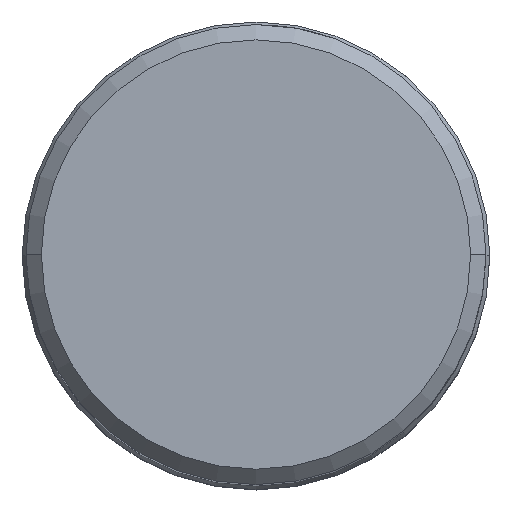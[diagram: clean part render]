
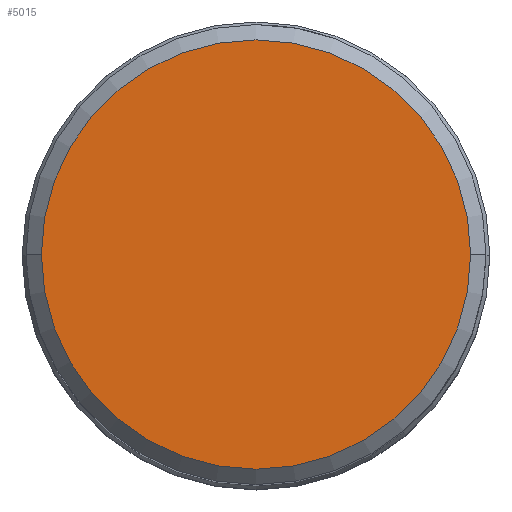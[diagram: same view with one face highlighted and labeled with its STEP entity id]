
A CAD part, top view. The second image highlights one B-rep face of the part: STEP entity #5015.
In plain terms, the highlighted planar face has unit normal (0, 0, 1).
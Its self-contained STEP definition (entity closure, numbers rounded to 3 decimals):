
#14 = AXIS2_PLACEMENT_3D ( 'NONE', #7742, #3617, #8963 ) ;
#40 = AXIS2_PLACEMENT_3D ( 'NONE', #7697, #3563, #8912 ) ;
#475 = PLANE ( 'NONE',  #4016 ) ;
#544 = VERTEX_POINT ( 'NONE', #7891 ) ;
#624 = CARTESIAN_POINT ( 'NONE',  ( 0., 3., 14. ) ) ;
#1150 = FACE_OUTER_BOUND ( 'NONE', #6999, .T. ) ;
#1650 = CIRCLE ( 'NONE', #14, 2.8 ) ;
#2759 = ORIENTED_EDGE ( 'NONE', *, *, #8020, .T. ) ;
#3563 = DIRECTION ( 'NONE',  ( 0., 0., 1. ) ) ;
#3617 = DIRECTION ( 'NONE',  ( 0., 0., 1. ) ) ;
#3673 = EDGE_CURVE ( 'NONE', #544, #7622, #7987, .T. ) ;
#3908 = DIRECTION ( 'NONE',  ( 0., 0., 1. ) ) ;
#4016 = AXIS2_PLACEMENT_3D ( 'NONE', #624, #3908, #6037 ) ;
#4069 = CARTESIAN_POINT ( 'NONE',  ( 2.8, 0., 14. ) ) ;
#5015 = ADVANCED_FACE ( 'NONE', ( #1150 ), #475, .T. ) ;
#5175 = ORIENTED_EDGE ( 'NONE', *, *, #3673, .T. ) ;
#6037 = DIRECTION ( 'NONE',  ( 1., 0., 0. ) ) ;
#6999 = EDGE_LOOP ( 'NONE', ( #5175, #2759 ) ) ;
#7622 = VERTEX_POINT ( 'NONE', #4069 ) ;
#7697 = CARTESIAN_POINT ( 'NONE',  ( 0., 0., 14. ) ) ;
#7742 = CARTESIAN_POINT ( 'NONE',  ( 0., 0., 14. ) ) ;
#7891 = CARTESIAN_POINT ( 'NONE',  ( -2.8, 0., 14. ) ) ;
#7987 = CIRCLE ( 'NONE', #40, 2.8 ) ;
#8020 = EDGE_CURVE ( 'NONE', #7622, #544, #1650, .T. ) ;
#8912 = DIRECTION ( 'NONE',  ( 1., 0., 0. ) ) ;
#8963 = DIRECTION ( 'NONE',  ( 1., 0., 0. ) ) ;
